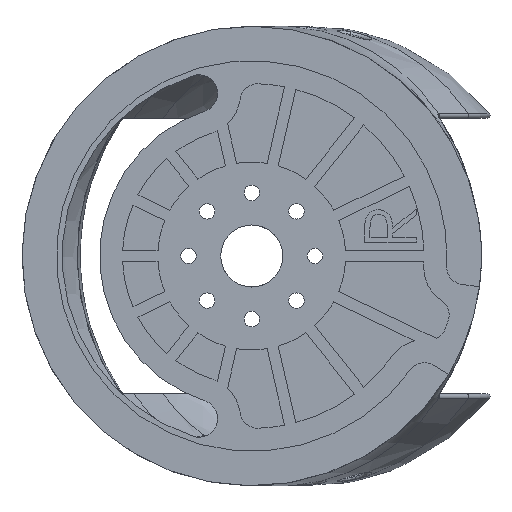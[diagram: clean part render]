
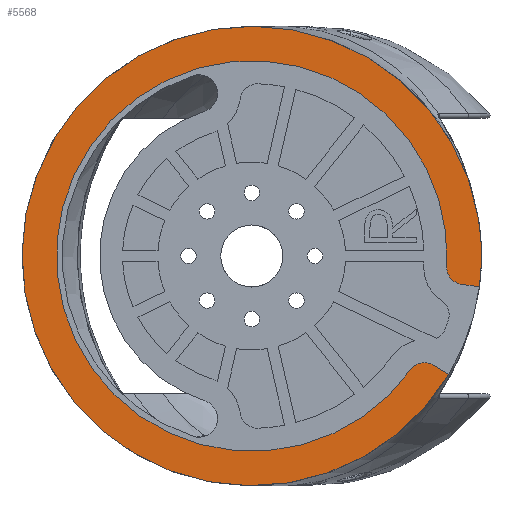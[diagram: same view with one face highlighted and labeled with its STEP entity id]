
A CAD part, left-side view. The second image highlights one B-rep face of the part: STEP entity #5568.
In plain terms, the highlighted planar face has unit normal (-1, 0, 0).
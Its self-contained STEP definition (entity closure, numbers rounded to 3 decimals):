
#42=PLANE('',#6208);
#731=FACE_OUTER_BOUND('',#1173,.T.);
#1173=EDGE_LOOP('',(#4451,#4452,#4453,#4454,#4455,#4456));
#1574=LINE('',#19208,#1801);
#1576=LINE('',#19211,#1803);
#1801=VECTOR('',#7470,1000.);
#1803=VECTOR('',#7474,1000.);
#1985=CIRCLE('',#5941,3.);
#1987=CIRCLE('',#5944,34.);
#1990=CIRCLE('',#5949,40.);
#2166=CIRCLE('',#6209,3.);
#2464=VERTEX_POINT('',#14686);
#2465=VERTEX_POINT('',#14687);
#2468=VERTEX_POINT('',#14695);
#2471=VERTEX_POINT('',#14704);
#2472=VERTEX_POINT('',#14705);
#2768=VERTEX_POINT('',#19207);
#3043=EDGE_CURVE('',#2464,#2465,#1985,.T.);
#3047=EDGE_CURVE('',#2465,#2468,#1987,.T.);
#3052=EDGE_CURVE('',#2471,#2472,#1990,.T.);
#3458=EDGE_CURVE('',#2768,#2471,#1574,.T.);
#3460=EDGE_CURVE('',#2472,#2464,#1576,.T.);
#3461=EDGE_CURVE('',#2468,#2768,#2166,.T.);
#4451=ORIENTED_EDGE('',*,*,#3460,.T.);
#4452=ORIENTED_EDGE('',*,*,#3043,.T.);
#4453=ORIENTED_EDGE('',*,*,#3047,.T.);
#4454=ORIENTED_EDGE('',*,*,#3461,.T.);
#4455=ORIENTED_EDGE('',*,*,#3458,.T.);
#4456=ORIENTED_EDGE('',*,*,#3052,.T.);
#5568=ADVANCED_FACE('',(#731),#42,.T.);
#5941=AXIS2_PLACEMENT_3D('',#14688,#6791,#6792);
#5944=AXIS2_PLACEMENT_3D('',#14696,#6799,#6800);
#5949=AXIS2_PLACEMENT_3D('',#14706,#6810,#6811);
#6208=AXIS2_PLACEMENT_3D('',#19212,#7475,#7476);
#6209=AXIS2_PLACEMENT_3D('',#19213,#7477,#7478);
#6791=DIRECTION('center_axis',(-1.,0.,0.));
#6792=DIRECTION('ref_axis',(0.,0.,1.));
#6799=DIRECTION('center_axis',(1.,0.,0.));
#6800=DIRECTION('ref_axis',(0.,0.,1.));
#6810=DIRECTION('center_axis',(-1.,0.,0.));
#6811=DIRECTION('ref_axis',(0.,0.,1.));
#7470=DIRECTION('',(0.,-0.991,-0.134));
#7474=DIRECTION('',(0.,0.857,0.515));
#7475=DIRECTION('center_axis',(-1.,0.,0.));
#7476=DIRECTION('ref_axis',(0.,0.,1.));
#7477=DIRECTION('center_axis',(-1.,0.,0.));
#7478=DIRECTION('ref_axis',(0.,0.,1.));
#14686=CARTESIAN_POINT('',(4.,-31.611,-18.994));
#14687=CARTESIAN_POINT('',(4.,-27.628,-19.817));
#14688=CARTESIAN_POINT('Origin',(4.,-30.066,-21.565));
#14695=CARTESIAN_POINT('',(4.,-33.952,-1.809));
#14696=CARTESIAN_POINT('Origin',(4.,0.,0.));
#14704=CARTESIAN_POINT('',(4.,-39.639,-5.359));
#14705=CARTESIAN_POINT('',(4.,-34.287,-20.602));
#14706=CARTESIAN_POINT('Origin',(4.,0.,0.));
#19207=CARTESIAN_POINT('',(4.,-36.546,-4.941));
#19208=CARTESIAN_POINT('',(4.,-33.693,-4.556));
#19211=CARTESIAN_POINT('',(4.,-29.144,-17.511));
#19212=CARTESIAN_POINT('Origin',(4.,0.,0.));
#19213=CARTESIAN_POINT('Origin',(4.,-36.948,-1.968));
